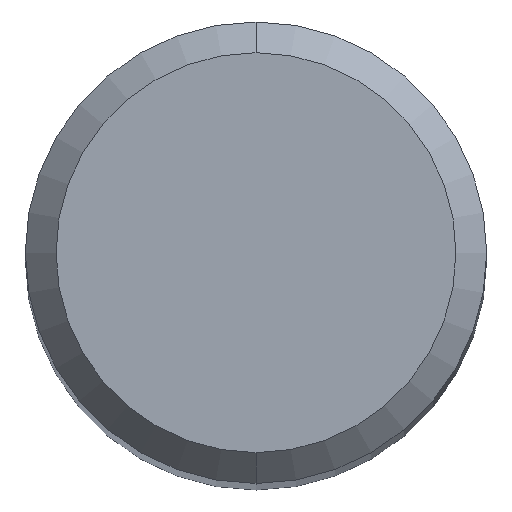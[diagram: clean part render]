
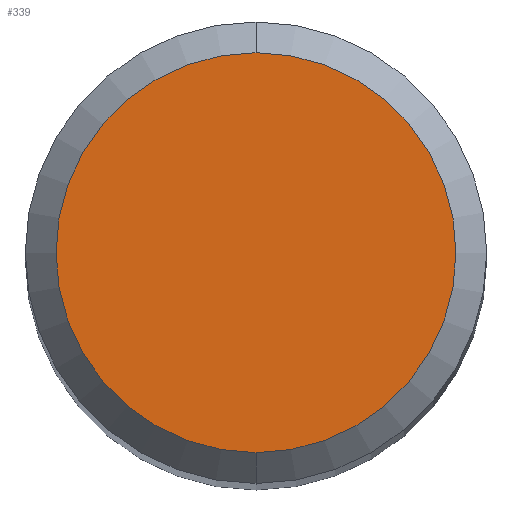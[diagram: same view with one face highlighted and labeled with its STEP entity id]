
A CAD part, top view. The second image highlights one B-rep face of the part: STEP entity #339.
In plain terms, the highlighted planar face has unit normal (0, 0, 1).
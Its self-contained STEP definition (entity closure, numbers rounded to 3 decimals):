
#217=EDGE_CURVE('',#231,#259,#526,.T.);
#231=VERTEX_POINT('',#542);
#259=VERTEX_POINT('',#574);
#339=ADVANCED_FACE('',(#662),#663,.T.);
#409=EDGE_CURVE('',#259,#231,#741,.T.);
#526=CIRCLE('',#893,2.6);
#542=CARTESIAN_POINT('',(0.0,2.6,0.0));
#574=CARTESIAN_POINT('',(0.,-2.6,0.0));
#662=FACE_OUTER_BOUND('',#1082,.T.);
#663=PLANE('',#1083);
#741=CIRCLE('',#1256,2.6);
#893=AXIS2_PLACEMENT_3D('',#1481,#1482,#1483);
#1082=EDGE_LOOP('',(#1654,#1655));
#1083=AXIS2_PLACEMENT_3D('',#1656,#1657,#1658);
#1256=AXIS2_PLACEMENT_3D('',#1740,#1741,#1742);
#1481=CARTESIAN_POINT('',(0.0,0.0,0.0));
#1482=DIRECTION('',(0.0,0.0,-1.0));
#1483=DIRECTION('',(0.0,1.0,0.0));
#1654=ORIENTED_EDGE('',*,*,#217,.F.);
#1655=ORIENTED_EDGE('',*,*,#409,.F.);
#1656=CARTESIAN_POINT('',(0.0,1.3,0.0));
#1657=DIRECTION('',(-0.0,0.0,1.0));
#1658=DIRECTION('',(0.0,-1.0,0.0));
#1740=CARTESIAN_POINT('',(0.0,0.0,0.0));
#1741=DIRECTION('',(0.0,0.0,-1.0));
#1742=DIRECTION('',(0.0,1.0,0.0));
